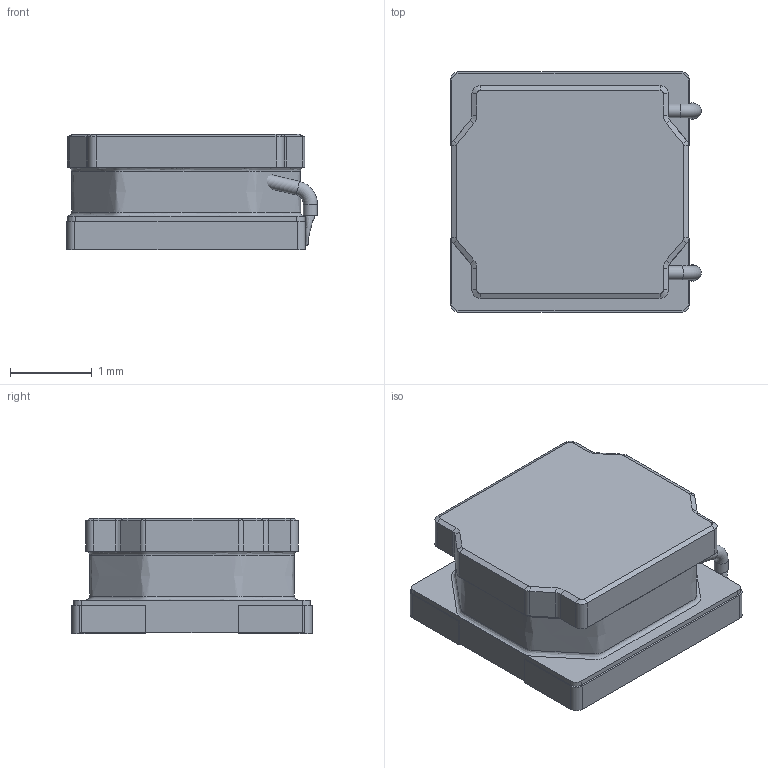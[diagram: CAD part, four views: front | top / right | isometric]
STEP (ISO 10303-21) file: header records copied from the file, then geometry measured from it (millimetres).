
FILE_DESCRIPTION(/* description */ (''),/* implementation_level */ '2;1');
FILE_NAME(/* name */ 'HPC3015.stp',/* time_stamp */ '2018-09-05T10:40:23+08:00',/* author */ (''),/* organization */ (''),/* preprocessor_version */ 'ST-DEVELOPER v16.7',/* originating_system */ 'SIEMENS PLM Software NX 12.0',/* authorisation */ '');
FILE_SCHEMA (('AUTOMOTIVE_DESIGN { 1 0 10303 214 3 1 1 1 }'));
Length unit declared in the file: millimetre
Products named in the file (1): HPC3015
Bounding box: 3.07 x 2.94 x 1.41 mm (x, y, z)
Volume: 11.6 mm3; surface area: 91.2 mm2
Topology: 12 solids, 12 shells, 162 faces, 338 edges, 204 vertices
Faces by surface type: plane 70, torus 40, cylinder 31, cone 12, bspline 9
Full cylindrical faces by diameter (mm): 0.17 x6, 1.5 x1
Entity records: 6004 total; most frequent: CARTESIAN_POINT 2651, DIRECTION 692, ORIENTED_EDGE 576, EDGE_CURVE 288, AXIS2_PLACEMENT_3D 268, EDGE_LOOP 216, VERTEX_POINT 204, ADVANCED_FACE 161
